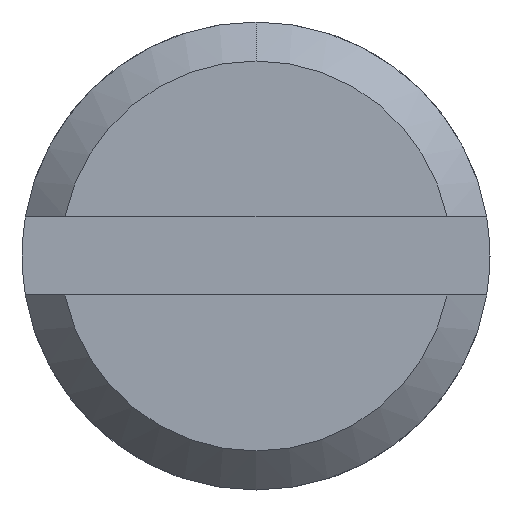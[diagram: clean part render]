
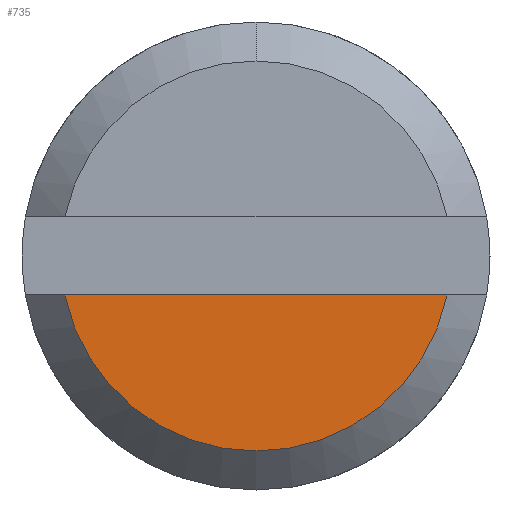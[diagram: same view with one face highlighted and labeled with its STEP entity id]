
A CAD part, front view. The second image highlights one B-rep face of the part: STEP entity #735.
In plain terms, the highlighted planar face has unit normal (0, -1, 0).
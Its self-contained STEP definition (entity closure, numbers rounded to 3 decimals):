
#143 = LINE ( 'NONE', #892, #880 ) ;
#416 = CARTESIAN_POINT ( 'NONE',  ( 3., -17.5, 0. ) ) ;
#469 = CARTESIAN_POINT ( 'NONE',  ( 2.449, -17.5, -0.5 ) ) ;
#545 = EDGE_LOOP ( 'NONE', ( #2382, #1193 ) ) ;
#710 = CARTESIAN_POINT ( 'NONE',  ( -2.449, -17.5, -0.5 ) ) ;
#735 = ADVANCED_FACE ( 'NONE', ( #1402 ), #2086, .T. ) ;
#836 = EDGE_CURVE ( 'NONE', #1378, #1334, #1740, .T. ) ;
#880 = VECTOR ( 'NONE', #2011, 1000. ) ;
#892 = CARTESIAN_POINT ( 'NONE',  ( 3., -17.5, -0.5 ) ) ;
#1167 = DIRECTION ( 'NONE',  ( 0., -1., 0. ) ) ;
#1193 = ORIENTED_EDGE ( 'NONE', *, *, #836, .T. ) ;
#1224 = DIRECTION ( 'NONE',  ( 0., -1., 0. ) ) ;
#1233 = AXIS2_PLACEMENT_3D ( 'NONE', #1617, #1224, #2191 ) ;
#1253 = DIRECTION ( 'NONE',  ( 0., 0., -1. ) ) ;
#1334 = VERTEX_POINT ( 'NONE', #469 ) ;
#1378 = VERTEX_POINT ( 'NONE', #710 ) ;
#1402 = FACE_OUTER_BOUND ( 'NONE', #545, .T. ) ;
#1454 = EDGE_CURVE ( 'NONE', #1378, #1334, #143, .T. ) ;
#1617 = CARTESIAN_POINT ( 'NONE',  ( 0., -17.5, 0. ) ) ;
#1740 = CIRCLE ( 'NONE', #1233, 2.5 ) ;
#1813 = AXIS2_PLACEMENT_3D ( 'NONE', #416, #1167, #1253 ) ;
#2011 = DIRECTION ( 'NONE',  ( 1., 0., 0. ) ) ;
#2086 = PLANE ( 'NONE',  #1813 ) ;
#2191 = DIRECTION ( 'NONE',  ( 0., 0., -1. ) ) ;
#2382 = ORIENTED_EDGE ( 'NONE', *, *, #1454, .F. ) ;
